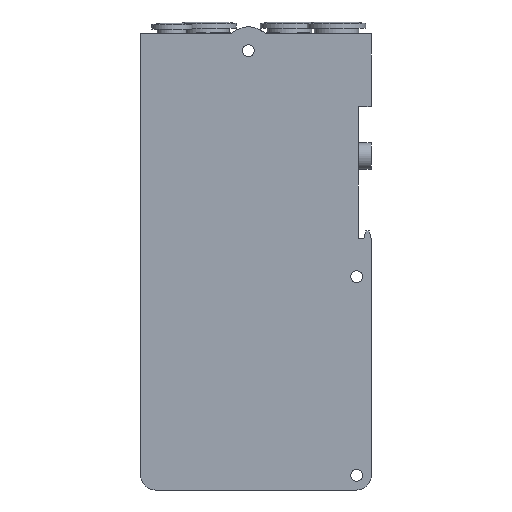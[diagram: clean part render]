
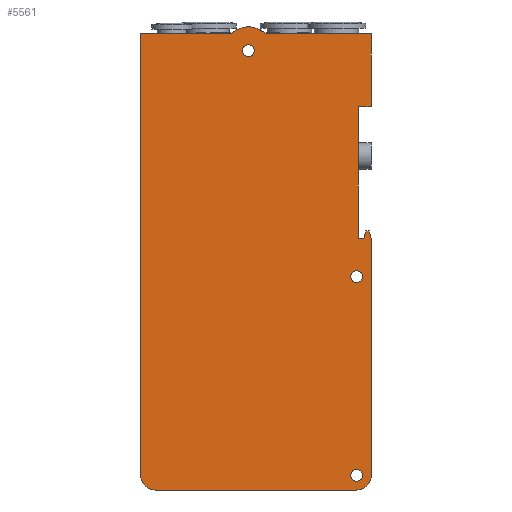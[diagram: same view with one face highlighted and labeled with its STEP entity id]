
A CAD part, left-side view. The second image highlights one B-rep face of the part: STEP entity #5561.
In plain terms, the highlighted planar face has unit normal (-1, 0, 0).
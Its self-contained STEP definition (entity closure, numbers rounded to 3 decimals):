
#4112=CARTESIAN_POINT('',(0.0,38.192,3.0));
#4113=VERTEX_POINT('',#4112);
#4145=CARTESIAN_POINT('',(0.0,63.,3.));
#4146=VERTEX_POINT('',#4145);
#4153=CARTESIAN_POINT('',(0.0,63.,3.));
#4154=DIRECTION('',(0.0,-1.0,0.0));
#4155=VECTOR('',#4154,24.808);
#4156=LINE('',#4153,#4155);
#4157=EDGE_CURVE('',#4146,#4113,#4156,.T.);
#4755=CARTESIAN_POINT('',(0.0,29.008,3.));
#4756=VERTEX_POINT('',#4755);
#4763=CARTESIAN_POINT('',(0.0,0.0,3.));
#4764=VERTEX_POINT('',#4763);
#4765=CARTESIAN_POINT('',(0.0,29.008,3.));
#4766=DIRECTION('',(0.0,-1.0,0.0));
#4767=VECTOR('',#4766,29.008);
#4768=LINE('',#4765,#4767);
#4769=EDGE_CURVE('',#4756,#4764,#4768,.T.);
#4972=CARTESIAN_POINT('',(0.0,4.,-65.0));
#4973=VERTEX_POINT('',#4972);
#4974=CARTESIAN_POINT('',(0.0,4.,-63.4));
#4975=DIRECTION('',(-1.0,0.0,0.0));
#4976=DIRECTION('',(0.0,0.0,1.0));
#4977=AXIS2_PLACEMENT_3D('',#4974,#4975,#4976);
#4978=CIRCLE('',#4977,1.6);
#4979=EDGE_CURVE('',#4973,#4973,#4978,.T.);
#5032=CARTESIAN_POINT('',(0.0,4.,-119.3));
#5033=VERTEX_POINT('',#5032);
#5034=CARTESIAN_POINT('',(0.0,4.,-117.7));
#5035=DIRECTION('',(-1.0,0.0,0.0));
#5036=DIRECTION('',(0.0,0.0,1.0));
#5037=AXIS2_PLACEMENT_3D('',#5034,#5035,#5036);
#5038=CIRCLE('',#5037,1.6);
#5039=EDGE_CURVE('',#5033,#5033,#5038,.T.);
#5092=CARTESIAN_POINT('',(0.0,33.6,-3.2));
#5093=VERTEX_POINT('',#5092);
#5094=CARTESIAN_POINT('',(0.0,33.6,-1.6));
#5095=DIRECTION('',(-1.0,0.0,0.0));
#5096=DIRECTION('',(0.0,0.0,1.0));
#5097=AXIS2_PLACEMENT_3D('',#5094,#5095,#5096);
#5098=CIRCLE('',#5097,1.6);
#5099=EDGE_CURVE('',#5093,#5093,#5098,.T.);
#5214=CARTESIAN_POINT('',(0.0,0.,-16.9));
#5215=VERTEX_POINT('',#5214);
#5224=CARTESIAN_POINT('',(0.0,0.,-16.9));
#5225=DIRECTION('',(0.0,0.0,1.0));
#5226=VECTOR('',#5225,19.9);
#5227=LINE('',#5224,#5226);
#5228=EDGE_CURVE('',#5215,#4764,#5227,.T.);
#5347=CARTESIAN_POINT('',(0.0,3.5,-52.9));
#5348=VERTEX_POINT('',#5347);
#5349=CARTESIAN_POINT('',(0.0,2.036,-52.9));
#5350=VERTEX_POINT('',#5349);
#5351=CARTESIAN_POINT('',(0.0,3.5,-52.9));
#5352=DIRECTION('',(0.0,-1.0,0.0));
#5353=VECTOR('',#5352,1.464);
#5354=LINE('',#5351,#5353);
#5355=EDGE_CURVE('',#5348,#5350,#5354,.T.);
#5378=CARTESIAN_POINT('',(0.0,1.5,-50.9));
#5379=VERTEX_POINT('',#5378);
#5380=CARTESIAN_POINT('',(0.,2.036,-52.9));
#5381=DIRECTION('',(0.0,-0.259,0.966));
#5382=VECTOR('',#5381,2.071);
#5383=LINE('',#5380,#5382);
#5384=EDGE_CURVE('',#5350,#5379,#5383,.T.);
#5402=CARTESIAN_POINT('',(0.0,0.536,-50.9));
#5403=VERTEX_POINT('',#5402);
#5404=CARTESIAN_POINT('',(0.0,1.5,-50.9));
#5405=DIRECTION('',(0.0,-1.0,0.0));
#5406=VECTOR('',#5405,0.964);
#5407=LINE('',#5404,#5406);
#5408=EDGE_CURVE('',#5379,#5403,#5407,.T.);
#5426=CARTESIAN_POINT('',(0.0,0.,-52.9));
#5427=VERTEX_POINT('',#5426);
#5428=CARTESIAN_POINT('',(0.,0.536,-50.9));
#5429=DIRECTION('',(0.0,-0.259,-0.966));
#5430=VECTOR('',#5429,2.071);
#5431=LINE('',#5428,#5430);
#5432=EDGE_CURVE('',#5403,#5427,#5431,.T.);
#5450=CARTESIAN_POINT('',(0.0,3.5,-16.9));
#5451=VERTEX_POINT('',#5450);
#5452=CARTESIAN_POINT('',(0.0,3.5,-16.9));
#5453=DIRECTION('',(0.0,0.0,-1.0));
#5454=VECTOR('',#5453,36.0);
#5455=LINE('',#5452,#5454);
#5456=EDGE_CURVE('',#5451,#5348,#5455,.T.);
#5477=CARTESIAN_POINT('',(0.0,0.,-16.9));
#5478=DIRECTION('',(0.0,1.0,0.0));
#5479=VECTOR('',#5478,3.5);
#5480=LINE('',#5477,#5479);
#5481=EDGE_CURVE('',#5215,#5451,#5480,.T.);
#5489=CARTESIAN_POINT('',(0.0,31.31,-78.443));
#5490=DIRECTION('',(-1.0,0.0,0.0));
#5491=DIRECTION('',(0.0,0.0,1.0));
#5492=AXIS2_PLACEMENT_3D('',#5489,#5490,#5491);
#5493=PLANE('',#5492);
#5494=ORIENTED_EDGE('',*,*,#5481,.F.);
#5495=ORIENTED_EDGE('',*,*,#5228,.T.);
#5496=ORIENTED_EDGE('',*,*,#4769,.F.);
#5497=CARTESIAN_POINT('',(0.0,33.6,-1.6));
#5498=DIRECTION('',(1.,0.0,0.0));
#5499=DIRECTION('',(0.0,-0.707,0.708));
#5500=AXIS2_PLACEMENT_3D('',#5497,#5498,#5499);
#5501=CIRCLE('',#5500,6.5);
#5502=EDGE_CURVE('',#4113,#4756,#5501,.T.);
#5503=ORIENTED_EDGE('',*,*,#5502,.F.);
#5504=ORIENTED_EDGE('',*,*,#4157,.F.);
#5505=CARTESIAN_POINT('',(0.0,63.,-117.7));
#5506=VERTEX_POINT('',#5505);
#5507=CARTESIAN_POINT('',(0.0,63.,3.));
#5508=DIRECTION('',(0.0,0.0,-1.0));
#5509=VECTOR('',#5508,120.7);
#5510=LINE('',#5507,#5509);
#5511=EDGE_CURVE('',#4146,#5506,#5510,.T.);
#5512=ORIENTED_EDGE('',*,*,#5511,.T.);
#5513=CARTESIAN_POINT('',(0.0,59.,-121.7));
#5514=VERTEX_POINT('',#5513);
#5515=CARTESIAN_POINT('',(0.0,59.,-117.7));
#5516=DIRECTION('',(-1.0,0.0,0.0));
#5517=DIRECTION('',(0.0,1.0,0.0));
#5518=AXIS2_PLACEMENT_3D('',#5515,#5516,#5517);
#5519=CIRCLE('',#5518,4.);
#5520=EDGE_CURVE('',#5506,#5514,#5519,.T.);
#5521=ORIENTED_EDGE('',*,*,#5520,.T.);
#5522=CARTESIAN_POINT('',(0.0,4.,-121.7));
#5523=VERTEX_POINT('',#5522);
#5524=CARTESIAN_POINT('',(0.0,59.,-121.7));
#5525=DIRECTION('',(0.0,-1.0,0.0));
#5526=VECTOR('',#5525,55.0);
#5527=LINE('',#5524,#5526);
#5528=EDGE_CURVE('',#5514,#5523,#5527,.T.);
#5529=ORIENTED_EDGE('',*,*,#5528,.T.);
#5530=CARTESIAN_POINT('',(0.0,0.,-117.7));
#5531=VERTEX_POINT('',#5530);
#5532=CARTESIAN_POINT('',(0.0,4.,-117.7));
#5533=DIRECTION('',(-1.0,0.0,0.0));
#5534=DIRECTION('',(0.0,0.0,-1.0));
#5535=AXIS2_PLACEMENT_3D('',#5532,#5533,#5534);
#5536=CIRCLE('',#5535,4.);
#5537=EDGE_CURVE('',#5523,#5531,#5536,.T.);
#5538=ORIENTED_EDGE('',*,*,#5537,.T.);
#5539=CARTESIAN_POINT('',(0.0,0.,-117.7));
#5540=DIRECTION('',(0.0,0.0,1.0));
#5541=VECTOR('',#5540,64.8);
#5542=LINE('',#5539,#5541);
#5543=EDGE_CURVE('',#5531,#5427,#5542,.T.);
#5544=ORIENTED_EDGE('',*,*,#5543,.T.);
#5545=ORIENTED_EDGE('',*,*,#5432,.F.);
#5546=ORIENTED_EDGE('',*,*,#5408,.F.);
#5547=ORIENTED_EDGE('',*,*,#5384,.F.);
#5548=ORIENTED_EDGE('',*,*,#5355,.F.);
#5549=ORIENTED_EDGE('',*,*,#5456,.F.);
#5550=EDGE_LOOP('',(#5494,#5495,#5496,#5503,#5504,#5512,#5521,#5529,#5538,#5544,#5545,#5546,#5547,#5548,#5549));
#5551=FACE_OUTER_BOUND('',#5550,.T.);
#5552=ORIENTED_EDGE('',*,*,#4979,.F.);
#5553=EDGE_LOOP('',(#5552));
#5554=FACE_BOUND('',#5553,.T.);
#5555=ORIENTED_EDGE('',*,*,#5039,.F.);
#5556=EDGE_LOOP('',(#5555));
#5557=FACE_BOUND('',#5556,.T.);
#5558=ORIENTED_EDGE('',*,*,#5099,.F.);
#5559=EDGE_LOOP('',(#5558));
#5560=FACE_BOUND('',#5559,.T.);
#5561=ADVANCED_FACE('',(#5551,#5554,#5557,#5560),#5493,.T.);
